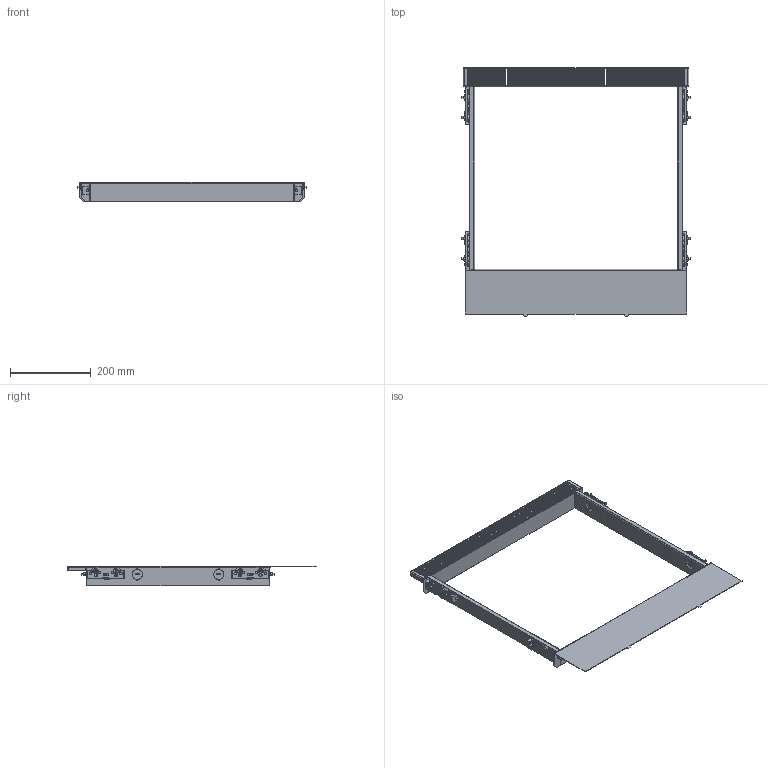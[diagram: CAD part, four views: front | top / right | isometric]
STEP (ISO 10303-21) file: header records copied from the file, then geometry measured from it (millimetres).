
FILE_DESCRIPTION(('STEP AP214'),'1');
FILE_NAME('cctmp_0B5BB474-E3A7-4D85-B929-0CEE020F11AE_2024_02_05_10_31_48_0932..stp','2024-02-05T09:31:49',('SIEMENS A&D'),('CADClick - www.CADClick.com'),'Spatial InterOp 3D',' ','unknown authorization');
FILE_SCHEMA(('AUTOMOTIVE_DESIGN'));
Length unit declared in the file: millimetre
Products named in the file (25): cc_unnamed; 2024_02_05_10_31_48_0884; 2024_02_05_10_31_48_0854; 2024_02_05_10_31_48_0824; 2024_02_05_10_31_48_0793; 2024_02_05_10_31_48_0762; 2024_02_05_10_31_48_0731; 2024_02_05_10_31_48_0699; 2024_02_05_10_31_48_0669; 2024_02_05_10_31_48_0608; 2024_02_05_10_31_48_0577; 2024_02_05_10_31_48_0547; 2024_02_05_10_31_48_0516; 2024_02_05_10_31_48_0453; 2024_02_05_10_31_48_0421; 2024_02_05_10_31_48_0389; 2024_02_05_10_31_48_0358; 2024_02_05_10_31_48_0296; 2024_02_05_10_31_48_0266; 2024_02_05_10_31_48_0235; 2024_02_05_10_31_48_0204; 2024_02_05_10_31_48_0141; 2024_02_05_10_31_48_0110; 2024_02_05_10_31_48_0079; 2024_02_05_10_31_48_0047
Assembly tree (24 placements, depth 2):
  cc_unnamed
    2024_02_05_10_31_48_0884
    2024_02_05_10_31_48_0854
    2024_02_05_10_31_48_0824
    2024_02_05_10_31_48_0793
    2024_02_05_10_31_48_0762
    2024_02_05_10_31_48_0731
    2024_02_05_10_31_48_0699
    2024_02_05_10_31_48_0669
    2024_02_05_10_31_48_0608
    2024_02_05_10_31_48_0577
    2024_02_05_10_31_48_0547
    2024_02_05_10_31_48_0516
    2024_02_05_10_31_48_0453
    2024_02_05_10_31_48_0421
    2024_02_05_10_31_48_0389
    2024_02_05_10_31_48_0358
    2024_02_05_10_31_48_0296
    2024_02_05_10_31_48_0266
    2024_02_05_10_31_48_0235
    2024_02_05_10_31_48_0204
    2024_02_05_10_31_48_0141
    2024_02_05_10_31_48_0110
    2024_02_05_10_31_48_0079
    2024_02_05_10_31_48_0047
Bounding box: 567 x 616 x 48 mm (x, y, z)
Volume: 364933.4 mm3; surface area: 448280.6 mm2
Topology: 24 solids, 24 shells, 1628 faces, 4392 edges, 2880 vertices
Faces by surface type: plane 1030, cylinder 502, cone 96
Entity records: 67206 total; most frequent: CARTESIAN_POINT 11029, ORIENTED_EDGE 8784, DIRECTION 8742, EDGE_CURVE 4392, LINE 3140, VECTOR 3140, VERTEX_POINT 2880, AXIS2_PLACEMENT_3D 2801
